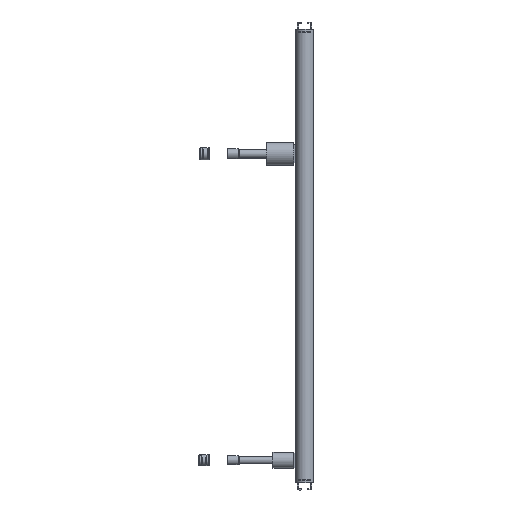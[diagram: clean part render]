
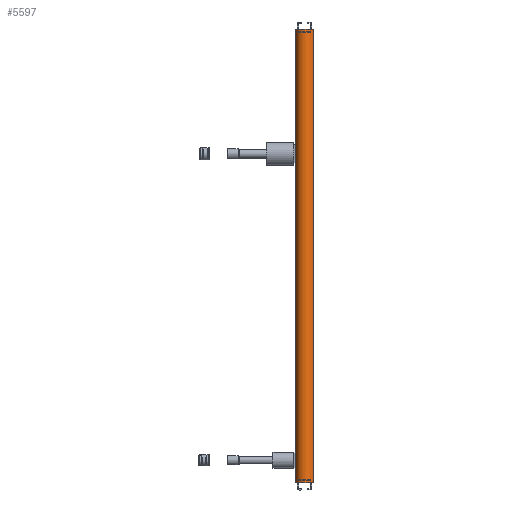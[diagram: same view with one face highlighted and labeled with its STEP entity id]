
A CAD part, front view. The second image highlights one B-rep face of the part: STEP entity #5597.
In plain terms, the highlighted cylindrical face has radius 10 mm (diameter 20 mm), a full revolution.
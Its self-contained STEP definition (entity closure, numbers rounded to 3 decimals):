
#485=FACE_OUTER_BOUND('',#818,.T.);
#818=EDGE_LOOP('',(#3833,#3834,#3835,#3836));
#1184=LINE('',#9098,#1653);
#1653=VECTOR('',#7170,10.);
#2125=CIRCLE('',#6415,10.);
#2126=CIRCLE('',#6416,10.);
#2471=VERTEX_POINT('',#9095);
#2472=VERTEX_POINT('',#9097);
#3009=EDGE_CURVE('',#2471,#2471,#2125,.T.);
#3010=EDGE_CURVE('',#2471,#2472,#1184,.T.);
#3011=EDGE_CURVE('',#2472,#2472,#2126,.T.);
#3833=ORIENTED_EDGE('',*,*,#3009,.T.);
#3834=ORIENTED_EDGE('',*,*,#3010,.T.);
#3835=ORIENTED_EDGE('',*,*,#3011,.F.);
#3836=ORIENTED_EDGE('',*,*,#3010,.F.);
#5454=CYLINDRICAL_SURFACE('',#6414,10.);
#5597=ADVANCED_FACE('',(#485),#5454,.T.);
#6414=AXIS2_PLACEMENT_3D('',#9094,#7166,#7167);
#6415=AXIS2_PLACEMENT_3D('',#9096,#7168,#7169);
#6416=AXIS2_PLACEMENT_3D('',#9099,#7171,#7172);
#7166=DIRECTION('center_axis',(0.,0.,1.));
#7167=DIRECTION('ref_axis',(-1.,0.,0.));
#7168=DIRECTION('center_axis',(0.,0.,-1.));
#7169=DIRECTION('ref_axis',(-1.,0.,0.));
#7170=DIRECTION('',(0.,0.,-1.));
#7171=DIRECTION('center_axis',(0.,0.,-1.));
#7172=DIRECTION('ref_axis',(-1.,0.,0.));
#9094=CARTESIAN_POINT('Origin',(0.,0.,0.));
#9095=CARTESIAN_POINT('',(10.,0.,500.4));
#9096=CARTESIAN_POINT('Origin',(0.,0.,500.4));
#9097=CARTESIAN_POINT('',(10.,0.,0.));
#9098=CARTESIAN_POINT('',(10.,0.,0.));
#9099=CARTESIAN_POINT('Origin',(0.,0.,0.));
